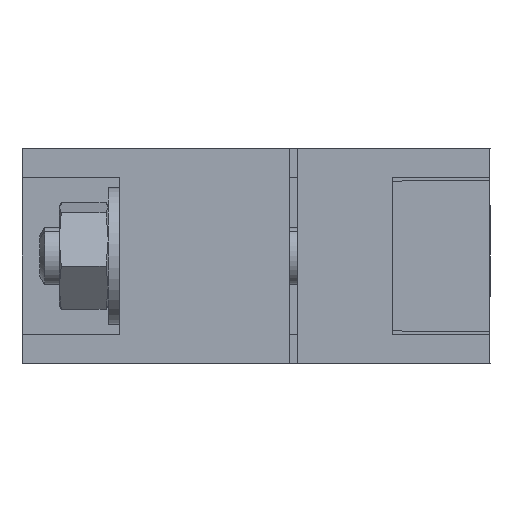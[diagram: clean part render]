
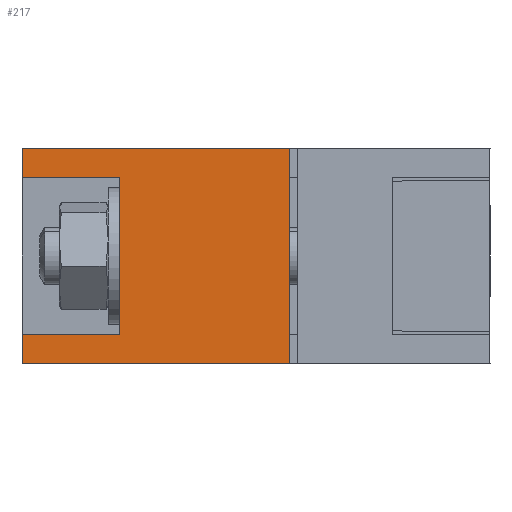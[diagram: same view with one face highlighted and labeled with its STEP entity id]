
A CAD part, left-side view. The second image highlights one B-rep face of the part: STEP entity #217.
In plain terms, the highlighted planar face has unit normal (-1, 0, 0).
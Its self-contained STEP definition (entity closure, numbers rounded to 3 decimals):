
#217=ADVANCED_FACE('',(#877),#878,.F.);
#877=FACE_OUTER_BOUND('',#2219,.T.);
#878=PLANE('',#2220);
#2219=EDGE_LOOP('',(#3718,#3719,#3720,#3721,#3722,#3723,#3724,#3725));
#2220=AXIS2_PLACEMENT_3D('',#3726,#3727,#3728);
#3718=ORIENTED_EDGE('',*,*,#8653,.F.);
#3719=ORIENTED_EDGE('',*,*,#8654,.T.);
#3720=ORIENTED_EDGE('',*,*,#8655,.F.);
#3721=ORIENTED_EDGE('',*,*,#8656,.T.);
#3722=ORIENTED_EDGE('',*,*,#8657,.F.);
#3723=ORIENTED_EDGE('',*,*,#8658,.F.);
#3724=ORIENTED_EDGE('',*,*,#8659,.F.);
#3725=ORIENTED_EDGE('',*,*,#8660,.F.);
#3726=CARTESIAN_POINT('',(-131.163,17.1,21.581));
#3727=DIRECTION('',(1.0,0.0,0.0));
#3728=DIRECTION('',(0.0,1.0,0.0));
#8653=EDGE_CURVE('',#10328,#10329,#10330,.T.);
#8654=EDGE_CURVE('',#10328,#10331,#10332,.T.);
#8655=EDGE_CURVE('',#10333,#10331,#10334,.T.);
#8656=EDGE_CURVE('',#10333,#10335,#10336,.T.);
#8657=EDGE_CURVE('',#10337,#10335,#10338,.T.);
#8658=EDGE_CURVE('',#10339,#10337,#10340,.T.);
#8659=EDGE_CURVE('',#10341,#10339,#10342,.T.);
#8660=EDGE_CURVE('',#10329,#10341,#10343,.T.);
#10328=VERTEX_POINT('',#12992);
#10329=VERTEX_POINT('',#12993);
#10330=LINE('',#12994,#12995);
#10331=VERTEX_POINT('',#12996);
#10332=LINE('',#12997,#12998);
#10333=VERTEX_POINT('',#12999);
#10334=LINE('',#13000,#13001);
#10335=VERTEX_POINT('',#13002);
#10336=LINE('',#13003,#13004);
#10337=VERTEX_POINT('',#13005);
#10338=LINE('',#13006,#13007);
#10339=VERTEX_POINT('',#13008);
#10340=LINE('',#13009,#13010);
#10341=VERTEX_POINT('',#13011);
#10342=LINE('',#13012,#13013);
#10343=LINE('',#13014,#13015);
#12992=CARTESIAN_POINT('',(-131.163,7.1,2.581));
#12993=CARTESIAN_POINT('',(-131.163,7.1,18.581));
#12994=CARTESIAN_POINT('',(-131.163,7.1,2.581));
#12995=VECTOR('',#17133,1000.0);
#12996=CARTESIAN_POINT('',(-131.163,17.1,2.581));
#12997=CARTESIAN_POINT('',(-131.163,7.1,2.581));
#12998=VECTOR('',#17134,1000.0);
#12999=CARTESIAN_POINT('',(-131.163,17.1,-0.419));
#13000=CARTESIAN_POINT('',(-131.163,17.1,21.581));
#13001=VECTOR('',#17135,1000.0);
#13002=CARTESIAN_POINT('',(-131.163,-10.2,-0.419));
#13003=CARTESIAN_POINT('',(-131.163,17.1,-0.419));
#13004=VECTOR('',#17136,1000.0);
#13005=CARTESIAN_POINT('',(-131.163,-10.2,21.581));
#13006=CARTESIAN_POINT('',(-131.163,-10.2,21.581));
#13007=VECTOR('',#17137,1000.0);
#13008=CARTESIAN_POINT('',(-131.163,17.1,21.581));
#13009=CARTESIAN_POINT('',(-131.163,17.1,21.581));
#13010=VECTOR('',#17138,1000.0);
#13011=CARTESIAN_POINT('',(-131.163,17.1,18.581));
#13012=CARTESIAN_POINT('',(-131.163,17.1,21.581));
#13013=VECTOR('',#17139,1000.0);
#13014=CARTESIAN_POINT('',(-131.163,7.1,18.581));
#13015=VECTOR('',#17140,1000.0);
#17133=DIRECTION('',(0.,0.0,1.0));
#17134=DIRECTION('',(0.0,1.0,0.0));
#17135=DIRECTION('',(0.0,0.0,1.0));
#17136=DIRECTION('',(-0.0,-1.0,-0.0));
#17137=DIRECTION('',(0.0,0.0,-1.0));
#17138=DIRECTION('',(-0.0,-1.0,-0.0));
#17139=DIRECTION('',(0.0,0.0,1.0));
#17140=DIRECTION('',(0.0,1.0,0.0));
